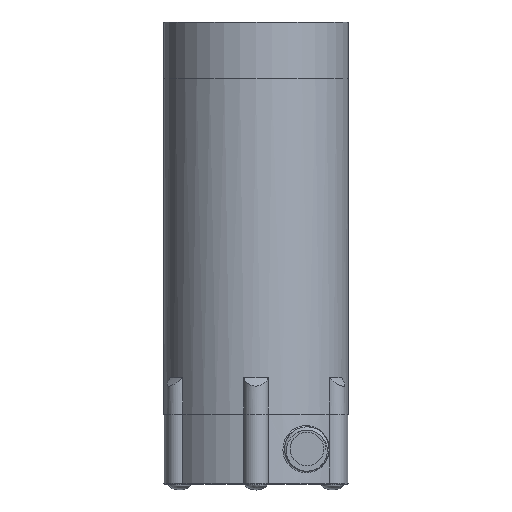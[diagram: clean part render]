
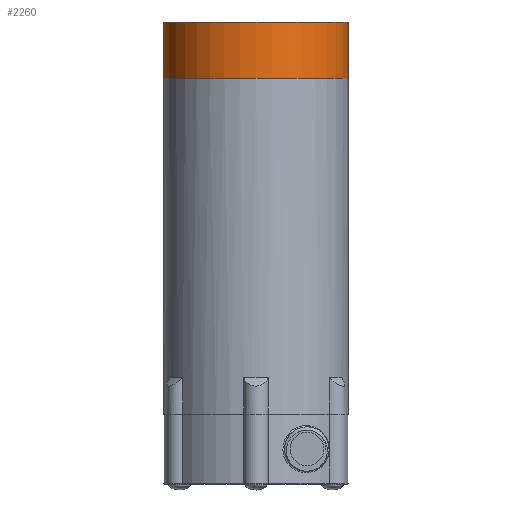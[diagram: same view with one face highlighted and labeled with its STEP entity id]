
A CAD part, top view. The second image highlights one B-rep face of the part: STEP entity #2260.
In plain terms, the highlighted cylindrical face has radius 33 mm (diameter 66 mm), a full revolution.
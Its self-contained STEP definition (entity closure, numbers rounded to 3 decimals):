
#291=FACE_OUTER_BOUND('',#448,.T.);
#448=EDGE_LOOP('',(#1733,#1734,#1735,#1736));
#615=LINE('',#3657,#729);
#729=VECTOR('',#2923,33.);
#832=CIRCLE('',#2480,33.);
#833=CIRCLE('',#2481,33.);
#990=VERTEX_POINT('',#3654);
#991=VERTEX_POINT('',#3656);
#1260=EDGE_CURVE('',#990,#990,#832,.T.);
#1261=EDGE_CURVE('',#990,#991,#615,.T.);
#1262=EDGE_CURVE('',#991,#991,#833,.T.);
#1733=ORIENTED_EDGE('',*,*,#1260,.F.);
#1734=ORIENTED_EDGE('',*,*,#1261,.T.);
#1735=ORIENTED_EDGE('',*,*,#1262,.T.);
#1736=ORIENTED_EDGE('',*,*,#1261,.F.);
#2156=CYLINDRICAL_SURFACE('',#2479,33.);
#2260=ADVANCED_FACE('',(#291),#2156,.T.);
#2479=AXIS2_PLACEMENT_3D('',#3653,#2919,#2920);
#2480=AXIS2_PLACEMENT_3D('',#3655,#2921,#2922);
#2481=AXIS2_PLACEMENT_3D('',#3658,#2924,#2925);
#2919=DIRECTION('center_axis',(0.,1.,0.));
#2920=DIRECTION('ref_axis',(-1.,0.,0.));
#2921=DIRECTION('center_axis',(0.,1.,0.));
#2922=DIRECTION('ref_axis',(-1.,0.,0.));
#2923=DIRECTION('',(0.,-1.,0.));
#2924=DIRECTION('center_axis',(0.,1.,0.));
#2925=DIRECTION('ref_axis',(-1.,0.,0.));
#3653=CARTESIAN_POINT('Origin',(0.,120.,0.));
#3654=CARTESIAN_POINT('',(33.,140.,0.));
#3655=CARTESIAN_POINT('Origin',(0.,140.,0.));
#3656=CARTESIAN_POINT('',(33.,120.,0.));
#3657=CARTESIAN_POINT('',(33.,120.,0.));
#3658=CARTESIAN_POINT('Origin',(0.,120.,0.));
